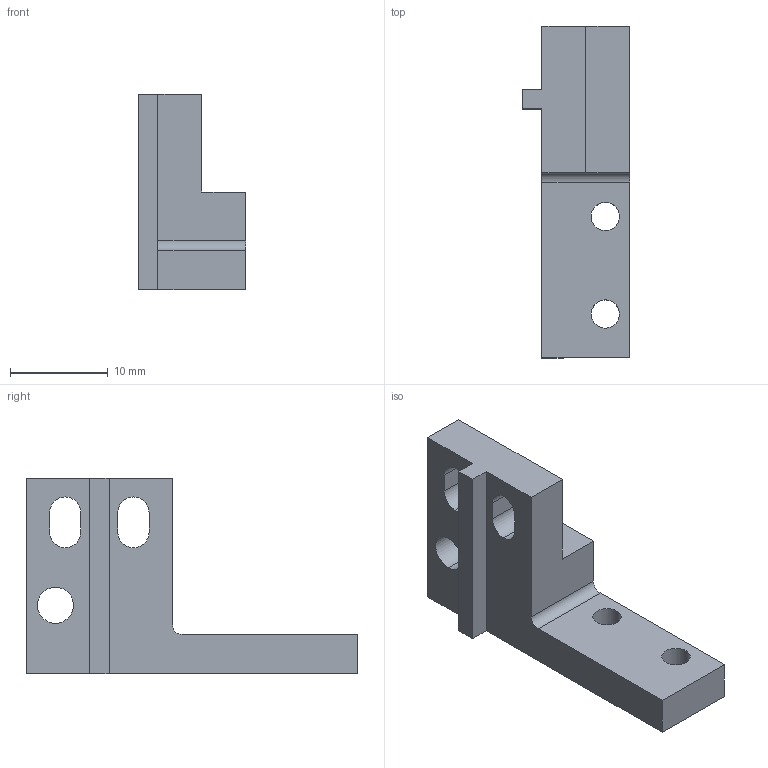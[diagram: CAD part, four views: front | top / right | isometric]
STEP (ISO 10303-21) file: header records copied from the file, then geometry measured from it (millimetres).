
FILE_DESCRIPTION (( 'STEP AP203' ), '1' );
FILE_NAME ('13-018278.step', '2022-01-07T14:39:31', ( '' ), ( '' ), 'SwSTEP 2.0', 'SolidWorks 2021', '' );
FILE_SCHEMA (( 'CONFIG_CONTROL_DESIGN' ));
Length unit declared in the file: millimetre
Products named in the file (1): 13-018278
Bounding box: 11 x 34 x 20 mm (x, y, z)
Volume: 2511.3 mm3; surface area: 1916.8 mm2
Topology: 1 solids, 1 shells, 31 faces, 87 edges, 58 vertices
Faces by surface type: plane 18, cylinder 13
Entity records: 1104 total; most frequent: DIRECTION 177, CARTESIAN_POINT 177, ORIENTED_EDGE 174, EDGE_CURVE 87, LINE 61, VECTOR 61, VERTEX_POINT 58, AXIS2_PLACEMENT_3D 58
